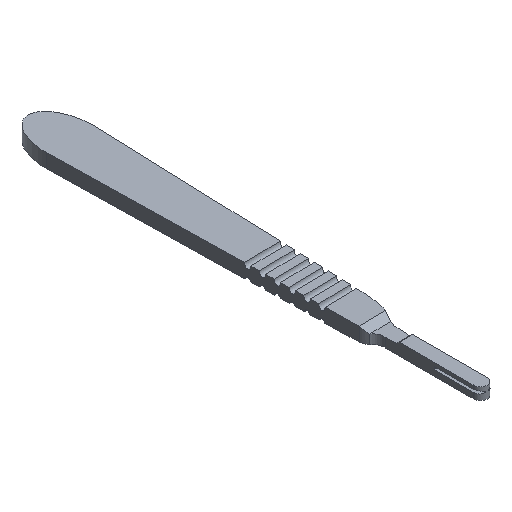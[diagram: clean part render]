
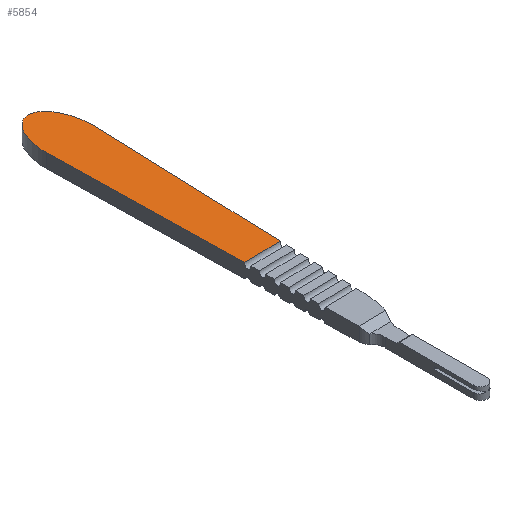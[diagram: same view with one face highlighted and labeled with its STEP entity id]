
A CAD part, isometric view. The second image highlights one B-rep face of the part: STEP entity #5854.
In plain terms, the highlighted planar face has unit normal (0, 0, 1).
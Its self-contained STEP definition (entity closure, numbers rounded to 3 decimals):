
#238 = PLANE('',#239);
#239 = AXIS2_PLACEMENT_3D('',#240,#241,#242);
#240 = CARTESIAN_POINT('',(6.805,49.14,-2.));
#241 = DIRECTION('',(0.999,-0.035,0.));
#242 = DIRECTION('',(-0.035,-0.999,0.));
#309 = PLANE('',#310);
#310 = AXIS2_PLACEMENT_3D('',#311,#312,#313);
#311 = CARTESIAN_POINT('',(-6.805,49.14,-2.));
#312 = DIRECTION('',(1.,0.02,0.));
#313 = DIRECTION('',(0.02,-1.,0.));
#2133 = VERTEX_POINT('',#2134);
#2134 = CARTESIAN_POINT('',(-6.805,49.14,2.));
#2148 = SURFACE_OF_LINEAR_EXTRUSION('',#2149,#2154);
#2149 = ELLIPSE('',#2150,11.984,6.805);
#2150 = AXIS2_PLACEMENT_3D('',#2151,#2152,#2153);
#2151 = CARTESIAN_POINT('',(0.,49.14,-2.));
#2152 = DIRECTION('',(-0.,0.,1.));
#2153 = DIRECTION('',(0.,-1.,0.));
#2154 = VECTOR('',#2155,1.);
#2155 = DIRECTION('',(-0.,-0.,-1.));
#2163 = EDGE_CURVE('',#2133,#2164,#2166,.T.);
#2164 = VERTEX_POINT('',#2165);
#2165 = CARTESIAN_POINT('',(-5.673,-6.977,2.));
#2166 = SURFACE_CURVE('',#2167,(#2171,#2178),.PCURVE_S1.);
#2167 = LINE('',#2168,#2169);
#2168 = CARTESIAN_POINT('',(-6.805,49.14,2.));
#2169 = VECTOR('',#2170,1.);
#2170 = DIRECTION('',(0.02,-1.,0.));
#2171 = PCURVE('',#309,#2172);
#2172 = DEFINITIONAL_REPRESENTATION('',(#2173),#2177);
#2173 = LINE('',#2174,#2175);
#2174 = CARTESIAN_POINT('',(0.,-4.));
#2175 = VECTOR('',#2176,1.);
#2176 = DIRECTION('',(1.,0.));
#2177 = ( GEOMETRIC_REPRESENTATION_CONTEXT(2) 
PARAMETRIC_REPRESENTATION_CONTEXT() REPRESENTATION_CONTEXT('2D SPACE',''
  ) );
#2178 = PCURVE('',#2179,#2184);
#2179 = PLANE('',#2180);
#2180 = AXIS2_PLACEMENT_3D('',#2181,#2182,#2183);
#2181 = CARTESIAN_POINT('',(-0.423,-4.992,2.));
#2182 = DIRECTION('',(0.,0.,1.));
#2183 = DIRECTION('',(1.,0.,0.));
#2184 = DEFINITIONAL_REPRESENTATION('',(#2185),#2189);
#2185 = LINE('',#2186,#2187);
#2186 = CARTESIAN_POINT('',(-6.383,54.132));
#2187 = VECTOR('',#2188,1.);
#2188 = DIRECTION('',(0.02,-1.));
#2189 = ( GEOMETRIC_REPRESENTATION_CONTEXT(2) 
PARAMETRIC_REPRESENTATION_CONTEXT() REPRESENTATION_CONTEXT('2D SPACE',''
  ) );
#2212 = SURFACE_OF_LINEAR_EXTRUSION('',#2213,#2218);
#2213 = ELLIPSE('',#2214,1.25,0.9);
#2214 = AXIS2_PLACEMENT_3D('',#2215,#2216,#2217);
#2215 = CARTESIAN_POINT('',(-5.655,-7.876,2.));
#2216 = DIRECTION('',(-1.,-0.02,
    0.));
#2217 = DIRECTION('',(0.,0.,1.));
#2218 = VECTOR('',#2219,1.);
#2219 = DIRECTION('',(-1.,-0.02,
    0.));
#3093 = VERTEX_POINT('',#3094);
#3094 = CARTESIAN_POINT('',(6.805,49.14,2.));
#3115 = EDGE_CURVE('',#3093,#3116,#3118,.T.);
#3116 = VERTEX_POINT('',#3117);
#3117 = CARTESIAN_POINT('',(4.844,-6.764,2.));
#3118 = SURFACE_CURVE('',#3119,(#3123,#3130),.PCURVE_S1.);
#3119 = LINE('',#3120,#3121);
#3120 = CARTESIAN_POINT('',(6.805,49.14,2.));
#3121 = VECTOR('',#3122,1.);
#3122 = DIRECTION('',(-0.035,-0.999,0.));
#3123 = PCURVE('',#238,#3124);
#3124 = DEFINITIONAL_REPRESENTATION('',(#3125),#3129);
#3125 = LINE('',#3126,#3127);
#3126 = CARTESIAN_POINT('',(0.,-4.));
#3127 = VECTOR('',#3128,1.);
#3128 = DIRECTION('',(1.,-0.));
#3129 = ( GEOMETRIC_REPRESENTATION_CONTEXT(2) 
PARAMETRIC_REPRESENTATION_CONTEXT() REPRESENTATION_CONTEXT('2D SPACE',''
  ) );
#3130 = PCURVE('',#2179,#3131);
#3131 = DEFINITIONAL_REPRESENTATION('',(#3132),#3136);
#3132 = LINE('',#3133,#3134);
#3133 = CARTESIAN_POINT('',(7.228,54.132));
#3134 = VECTOR('',#3135,1.);
#3135 = DIRECTION('',(-0.035,-0.999));
#3136 = ( GEOMETRIC_REPRESENTATION_CONTEXT(2) 
PARAMETRIC_REPRESENTATION_CONTEXT() REPRESENTATION_CONTEXT('2D SPACE',''
  ) );
#5832 = EDGE_CURVE('',#2164,#3116,#5833,.T.);
#5833 = SURFACE_CURVE('',#5834,(#5838,#5845),.PCURVE_S1.);
#5834 = LINE('',#5835,#5836);
#5835 = CARTESIAN_POINT('',(-5.673,-6.977,2.));
#5836 = VECTOR('',#5837,1.);
#5837 = DIRECTION('',(1.,0.02,
    0.));
#5838 = PCURVE('',#2212,#5839);
#5839 = DEFINITIONAL_REPRESENTATION('',(#5840),#5844);
#5840 = LINE('',#5841,#5842);
#5841 = CARTESIAN_POINT('',(1.571,0.));
#5842 = VECTOR('',#5843,1.);
#5843 = DIRECTION('',(0.,-1.));
#5844 = ( GEOMETRIC_REPRESENTATION_CONTEXT(2) 
PARAMETRIC_REPRESENTATION_CONTEXT() REPRESENTATION_CONTEXT('2D SPACE',''
  ) );
#5845 = PCURVE('',#2179,#5846);
#5846 = DEFINITIONAL_REPRESENTATION('',(#5847),#5851);
#5847 = LINE('',#5848,#5849);
#5848 = CARTESIAN_POINT('',(-5.25,-1.984));
#5849 = VECTOR('',#5850,1.);
#5850 = DIRECTION('',(1.,0.02));
#5851 = ( GEOMETRIC_REPRESENTATION_CONTEXT(2) 
PARAMETRIC_REPRESENTATION_CONTEXT() REPRESENTATION_CONTEXT('2D SPACE',''
  ) );
#5854 = ADVANCED_FACE('',(#5855),#2179,.T.);
#5855 = FACE_BOUND('',#5856,.T.);
#5856 = EDGE_LOOP('',(#5857,#5858,#5859,#5860));
#5857 = ORIENTED_EDGE('',*,*,#2163,.T.);
#5858 = ORIENTED_EDGE('',*,*,#5832,.T.);
#5859 = ORIENTED_EDGE('',*,*,#3115,.F.);
#5860 = ORIENTED_EDGE('',*,*,#5861,.T.);
#5861 = EDGE_CURVE('',#3093,#2133,#5862,.T.);
#5862 = SURFACE_CURVE('',#5863,(#5868,#5875),.PCURVE_S1.);
#5863 = ELLIPSE('',#5864,11.984,6.805);
#5864 = AXIS2_PLACEMENT_3D('',#5865,#5866,#5867);
#5865 = CARTESIAN_POINT('',(0.,49.14,2.));
#5866 = DIRECTION('',(-0.,0.,1.));
#5867 = DIRECTION('',(0.,-1.,0.));
#5868 = PCURVE('',#2179,#5869);
#5869 = DEFINITIONAL_REPRESENTATION('',(#5870),#5874);
#5870 = ELLIPSE('',#5871,11.984,6.805);
#5871 = AXIS2_PLACEMENT_2D('',#5872,#5873);
#5872 = CARTESIAN_POINT('',(0.423,54.132));
#5873 = DIRECTION('',(0.,-1.));
#5874 = ( GEOMETRIC_REPRESENTATION_CONTEXT(2) 
PARAMETRIC_REPRESENTATION_CONTEXT() REPRESENTATION_CONTEXT('2D SPACE',''
  ) );
#5875 = PCURVE('',#2148,#5876);
#5876 = DEFINITIONAL_REPRESENTATION('',(#5877),#5881);
#5877 = LINE('',#5878,#5879);
#5878 = CARTESIAN_POINT('',(0.,-4.));
#5879 = VECTOR('',#5880,1.);
#5880 = DIRECTION('',(1.,0.));
#5881 = ( GEOMETRIC_REPRESENTATION_CONTEXT(2) 
PARAMETRIC_REPRESENTATION_CONTEXT() REPRESENTATION_CONTEXT('2D SPACE',''
  ) );
